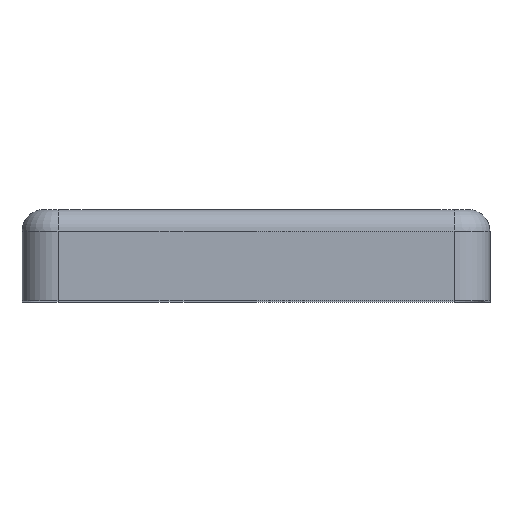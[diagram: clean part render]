
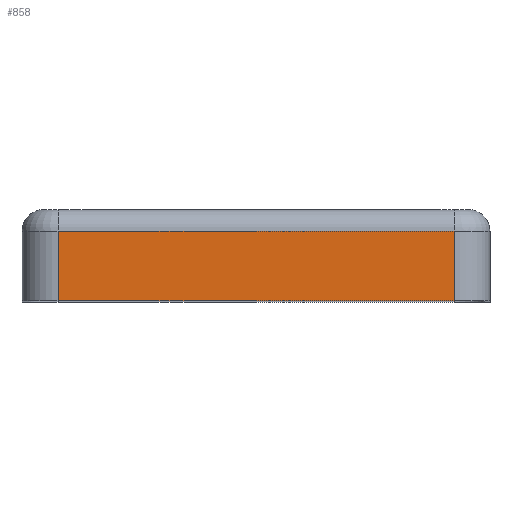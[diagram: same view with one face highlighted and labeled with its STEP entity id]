
A CAD part, top view. The second image highlights one B-rep face of the part: STEP entity #858.
In plain terms, the highlighted planar face has unit normal (0, 0, 1).
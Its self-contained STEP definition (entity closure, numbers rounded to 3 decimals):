
#101 = ORIENTED_EDGE ( 'NONE', *, *, #1218, .F. ) ;
#261 = CARTESIAN_POINT ( 'NONE',  ( 8.25, -3.8, 19.25 ) ) ;
#306 = DIRECTION ( 'NONE',  ( 1., 0., 0. ) ) ;
#327 = PLANE ( 'NONE',  #625 ) ;
#463 = LINE ( 'NONE', #509, #1970 ) ;
#509 = CARTESIAN_POINT ( 'NONE',  ( -8.25, -0.9, 19.25 ) ) ;
#514 = LINE ( 'NONE', #2756, #1744 ) ;
#625 = AXIS2_PLACEMENT_3D ( 'NONE', #1212, #2094, #2798 ) ;
#858 = ADVANCED_FACE ( 'NONE', ( #1878 ), #327, .T. ) ;
#1114 = ORIENTED_EDGE ( 'NONE', *, *, #2607, .T. ) ;
#1141 = VECTOR ( 'NONE', #1701, 1000. ) ;
#1212 = CARTESIAN_POINT ( 'NONE',  ( -8.25, 0., 19.25 ) ) ;
#1218 = EDGE_CURVE ( 'NONE', #2361, #1990, #463, .T. ) ;
#1250 = CARTESIAN_POINT ( 'NONE',  ( -8.25, 0., 19.25 ) ) ;
#1355 = VERTEX_POINT ( 'NONE', #1680 ) ;
#1380 = EDGE_CURVE ( 'NONE', #2361, #1355, #1636, .T. ) ;
#1482 = DIRECTION ( 'NONE',  ( 0., -1., 0. ) ) ;
#1602 = DIRECTION ( 'NONE',  ( 0., -1., 0. ) ) ;
#1636 = LINE ( 'NONE', #1250, #2753 ) ;
#1642 = VERTEX_POINT ( 'NONE', #261 ) ;
#1680 = CARTESIAN_POINT ( 'NONE',  ( -8.25, -3.8, 19.25 ) ) ;
#1701 = DIRECTION ( 'NONE',  ( 1., 0., 0. ) ) ;
#1744 = VECTOR ( 'NONE', #1602, 1000. ) ;
#1808 = ORIENTED_EDGE ( 'NONE', *, *, #2049, .F. ) ;
#1878 = FACE_OUTER_BOUND ( 'NONE', #2106, .T. ) ;
#1970 = VECTOR ( 'NONE', #306, 1000. ) ;
#1990 = VERTEX_POINT ( 'NONE', #2025 ) ;
#2025 = CARTESIAN_POINT ( 'NONE',  ( 8.25, -0.9, 19.25 ) ) ;
#2049 = EDGE_CURVE ( 'NONE', #1990, #1642, #514, .T. ) ;
#2094 = DIRECTION ( 'NONE',  ( 0., 0., 1. ) ) ;
#2106 = EDGE_LOOP ( 'NONE', ( #1114, #1808, #101, #2789 ) ) ;
#2322 = LINE ( 'NONE', #2552, #1141 ) ;
#2361 = VERTEX_POINT ( 'NONE', #2839 ) ;
#2552 = CARTESIAN_POINT ( 'NONE',  ( -8.25, -3.8, 19.25 ) ) ;
#2607 = EDGE_CURVE ( 'NONE', #1355, #1642, #2322, .T. ) ;
#2753 = VECTOR ( 'NONE', #1482, 1000. ) ;
#2756 = CARTESIAN_POINT ( 'NONE',  ( 8.25, 0., 19.25 ) ) ;
#2789 = ORIENTED_EDGE ( 'NONE', *, *, #1380, .T. ) ;
#2798 = DIRECTION ( 'NONE',  ( 1., 0., 0. ) ) ;
#2839 = CARTESIAN_POINT ( 'NONE',  ( -8.25, -0.9, 19.25 ) ) ;
